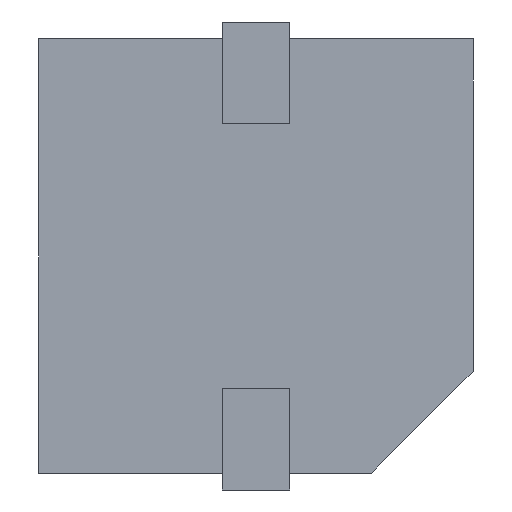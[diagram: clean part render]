
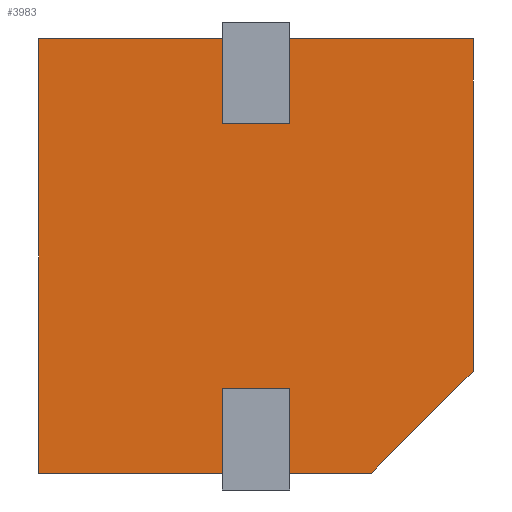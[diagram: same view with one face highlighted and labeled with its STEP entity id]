
A CAD part, front view. The second image highlights one B-rep face of the part: STEP entity #3983.
In plain terms, the highlighted face is planar.
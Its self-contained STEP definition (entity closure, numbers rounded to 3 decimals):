
#198 = ORIENTED_EDGE ( 'NONE', *, *, #1975, .T. ) ;
#579 = DIRECTION ( 'NONE',  ( 0., 1., 0. ) ) ;
#780 = CARTESIAN_POINT ( 'NONE',  ( 12.8, 7.4, 6.5 ) ) ;
#842 = ORIENTED_EDGE ( 'NONE', *, *, #9981, .T. ) ;
#938 = ORIENTED_EDGE ( 'NONE', *, *, #5044, .T. ) ;
#1086 = CARTESIAN_POINT ( 'NONE',  ( 12.8, 0., 6.5 ) ) ;
#1573 = VERTEX_POINT ( 'NONE', #780 ) ;
#1598 = VECTOR ( 'NONE', #579, 1000. ) ;
#1617 = EDGE_CURVE ( 'NONE', #1948, #10235, #6559, .T. ) ;
#1866 = EDGE_CURVE ( 'NONE', #5457, #2498, #3217, .T. ) ;
#1911 = CARTESIAN_POINT ( 'NONE',  ( 6.4, 6.4, 6.5 ) ) ;
#1948 = VERTEX_POINT ( 'NONE', #11600 ) ;
#1974 = CARTESIAN_POINT ( 'NONE',  ( 0., 7.4, 6.5 ) ) ;
#1975 = EDGE_CURVE ( 'NONE', #10235, #1573, #10282, .T. ) ;
#2027 = VECTOR ( 'NONE', #5600, 1000. ) ;
#2086 = VECTOR ( 'NONE', #8870, 1000. ) ;
#2127 = VECTOR ( 'NONE', #3270, 1000. ) ;
#2174 = VERTEX_POINT ( 'NONE', #4721 ) ;
#2252 = VERTEX_POINT ( 'NONE', #5784 ) ;
#2267 = VERTEX_POINT ( 'NONE', #11618 ) ;
#2498 = VERTEX_POINT ( 'NONE', #12167 ) ;
#2642 = CARTESIAN_POINT ( 'NONE',  ( 2.5, 7.4, 6.5 ) ) ;
#2932 = DIRECTION ( 'NONE',  ( 0., 0., 1. ) ) ;
#2941 = VERTEX_POINT ( 'NONE', #1086 ) ;
#3083 = LINE ( 'NONE', #3141, #5424 ) ;
#3141 = CARTESIAN_POINT ( 'NONE',  ( 6.4, 5.4, 6.5 ) ) ;
#3217 = LINE ( 'NONE', #5520, #13954 ) ;
#3270 = DIRECTION ( 'NONE',  ( 0., -1., 0. ) ) ;
#3375 = VERTEX_POINT ( 'NONE', #9808 ) ;
#3382 = EDGE_CURVE ( 'NONE', #1573, #2267, #12079, .T. ) ;
#3449 = ORIENTED_EDGE ( 'NONE', *, *, #5498, .T. ) ;
#3454 = VERTEX_POINT ( 'NONE', #7373 ) ;
#3893 = LINE ( 'NONE', #4401, #12796 ) ;
#3951 = CARTESIAN_POINT ( 'NONE',  ( 12.8, 6.4, 6.5 ) ) ;
#3983 = ADVANCED_FACE ( 'NONE', ( #6300 ), #8722, .T. ) ;
#4277 = CARTESIAN_POINT ( 'NONE',  ( 0., 6.4, 6.5 ) ) ;
#4401 = CARTESIAN_POINT ( 'NONE',  ( 6.4, 12.8, 6.5 ) ) ;
#4457 = ORIENTED_EDGE ( 'NONE', *, *, #5134, .T. ) ;
#4721 = CARTESIAN_POINT ( 'NONE',  ( 0., 3., 6.5 ) ) ;
#5044 = EDGE_CURVE ( 'NONE', #3375, #1948, #12050, .T. ) ;
#5134 = EDGE_CURVE ( 'NONE', #8352, #2174, #6379, .T. ) ;
#5159 = LINE ( 'NONE', #5502, #7883 ) ;
#5261 = DIRECTION ( 'NONE',  ( 1., 0., 0. ) ) ;
#5424 = VECTOR ( 'NONE', #7790, 1000. ) ;
#5457 = VERTEX_POINT ( 'NONE', #2642 ) ;
#5498 = EDGE_CURVE ( 'NONE', #2252, #2941, #12919, .T. ) ;
#5502 = CARTESIAN_POINT ( 'NONE',  ( 6.4, 7.4, 6.5 ) ) ;
#5520 = CARTESIAN_POINT ( 'NONE',  ( 2.5, 6.4, 6.5 ) ) ;
#5600 = DIRECTION ( 'NONE',  ( 0., -1., 0. ) ) ;
#5784 = CARTESIAN_POINT ( 'NONE',  ( 3., 0., 6.5 ) ) ;
#5851 = EDGE_CURVE ( 'NONE', #2498, #8352, #3083, .T. ) ;
#6026 = DIRECTION ( 'NONE',  ( 1., 0., 0. ) ) ;
#6068 = ORIENTED_EDGE ( 'NONE', *, *, #1866, .T. ) ;
#6300 = FACE_OUTER_BOUND ( 'NONE', #11175, .T. ) ;
#6379 = LINE ( 'NONE', #14844, #2027 ) ;
#6411 = DIRECTION ( 'NONE',  ( 0., 1., 0. ) ) ;
#6559 = LINE ( 'NONE', #9899, #9811 ) ;
#6768 = DIRECTION ( 'NONE',  ( -1., 0., 0. ) ) ;
#7373 = CARTESIAN_POINT ( 'NONE',  ( 0., 12.8, 6.5 ) ) ;
#7383 = ORIENTED_EDGE ( 'NONE', *, *, #9963, .T. ) ;
#7421 = CARTESIAN_POINT ( 'NONE',  ( 12.8, 6.4, 6.5 ) ) ;
#7510 = VECTOR ( 'NONE', #12132, 1000. ) ;
#7790 = DIRECTION ( 'NONE',  ( -1., 0., 0. ) ) ;
#7883 = VECTOR ( 'NONE', #12494, 1000. ) ;
#8307 = LINE ( 'NONE', #3951, #1598 ) ;
#8352 = VERTEX_POINT ( 'NONE', #10429 ) ;
#8372 = ORIENTED_EDGE ( 'NONE', *, *, #3382, .T. ) ;
#8470 = ORIENTED_EDGE ( 'NONE', *, *, #11794, .T. ) ;
#8657 = LINE ( 'NONE', #4277, #2127 ) ;
#8722 = PLANE ( 'NONE',  #13590 ) ;
#8870 = DIRECTION ( 'NONE',  ( 0.707, -0.707, 0. ) ) ;
#8879 = CARTESIAN_POINT ( 'NONE',  ( 6.4, 5.4, 6.5 ) ) ;
#8946 = VECTOR ( 'NONE', #12360, 1000. ) ;
#9808 = CARTESIAN_POINT ( 'NONE',  ( 12.8, 5.4, 6.5 ) ) ;
#9811 = VECTOR ( 'NONE', #6411, 1000. ) ;
#9899 = CARTESIAN_POINT ( 'NONE',  ( 10.3, 6.4, 6.5 ) ) ;
#9963 = EDGE_CURVE ( 'NONE', #14853, #5457, #5159, .T. ) ;
#9981 = EDGE_CURVE ( 'NONE', #2174, #2252, #10783, .T. ) ;
#10235 = VERTEX_POINT ( 'NONE', #11668 ) ;
#10282 = LINE ( 'NONE', #11444, #13586 ) ;
#10429 = CARTESIAN_POINT ( 'NONE',  ( 0., 5.4, 6.5 ) ) ;
#10637 = EDGE_CURVE ( 'NONE', #3454, #14853, #8657, .T. ) ;
#10783 = LINE ( 'NONE', #11160, #2086 ) ;
#11160 = CARTESIAN_POINT ( 'NONE',  ( 0., 3., 6.5 ) ) ;
#11175 = EDGE_LOOP ( 'NONE', ( #8470, #12332, #7383, #6068, #14747, #4457, #842, #3449, #13752, #938, #12004, #198, #8372 ) ) ;
#11444 = CARTESIAN_POINT ( 'NONE',  ( 6.4, 7.4, 6.5 ) ) ;
#11454 = VECTOR ( 'NONE', #6026, 1000. ) ;
#11600 = CARTESIAN_POINT ( 'NONE',  ( 10.3, 5.4, 6.5 ) ) ;
#11618 = CARTESIAN_POINT ( 'NONE',  ( 12.8, 12.8, 6.5 ) ) ;
#11668 = CARTESIAN_POINT ( 'NONE',  ( 10.3, 7.4, 6.5 ) ) ;
#11794 = EDGE_CURVE ( 'NONE', #2267, #3454, #3893, .T. ) ;
#11901 = CARTESIAN_POINT ( 'NONE',  ( 6.4, 0., 6.5 ) ) ;
#12004 = ORIENTED_EDGE ( 'NONE', *, *, #1617, .T. ) ;
#12050 = LINE ( 'NONE', #8879, #8946 ) ;
#12079 = LINE ( 'NONE', #7421, #7510 ) ;
#12132 = DIRECTION ( 'NONE',  ( 0., 1., 0. ) ) ;
#12167 = CARTESIAN_POINT ( 'NONE',  ( 2.5, 5.4, 6.5 ) ) ;
#12332 = ORIENTED_EDGE ( 'NONE', *, *, #10637, .T. ) ;
#12360 = DIRECTION ( 'NONE',  ( -1., 0., 0. ) ) ;
#12494 = DIRECTION ( 'NONE',  ( 1., 0., 0. ) ) ;
#12568 = DIRECTION ( 'NONE',  ( 0., -1., 0. ) ) ;
#12796 = VECTOR ( 'NONE', #6768, 1000. ) ;
#12803 = DIRECTION ( 'NONE',  ( 1., 0., 0. ) ) ;
#12919 = LINE ( 'NONE', #11901, #11454 ) ;
#13252 = EDGE_CURVE ( 'NONE', #2941, #3375, #8307, .T. ) ;
#13586 = VECTOR ( 'NONE', #12803, 1000. ) ;
#13590 = AXIS2_PLACEMENT_3D ( 'NONE', #1911, #2932, #5261 ) ;
#13752 = ORIENTED_EDGE ( 'NONE', *, *, #13252, .T. ) ;
#13954 = VECTOR ( 'NONE', #12568, 1000. ) ;
#14747 = ORIENTED_EDGE ( 'NONE', *, *, #5851, .T. ) ;
#14844 = CARTESIAN_POINT ( 'NONE',  ( 0., 6.4, 6.5 ) ) ;
#14853 = VERTEX_POINT ( 'NONE', #1974 ) ;
